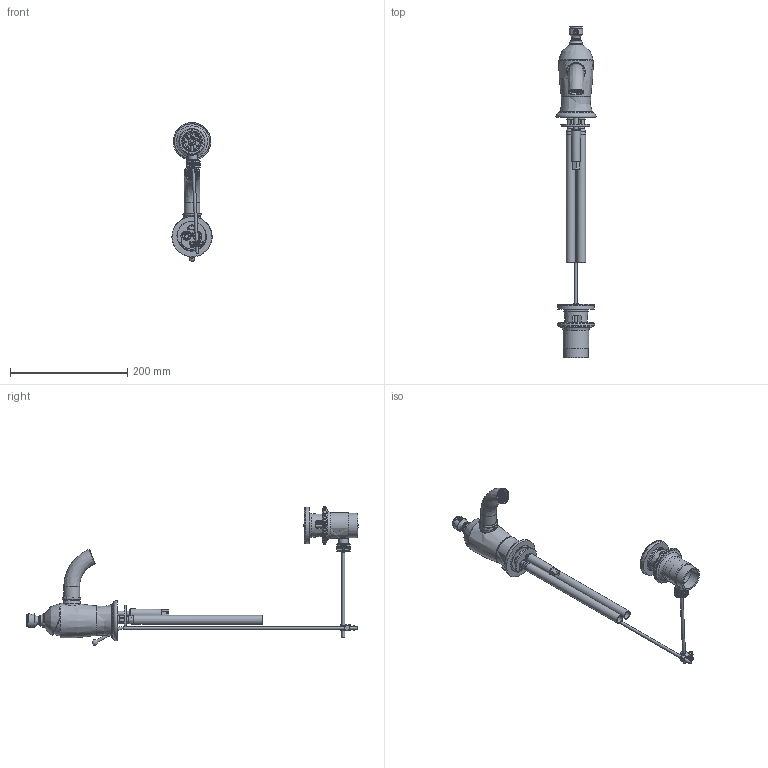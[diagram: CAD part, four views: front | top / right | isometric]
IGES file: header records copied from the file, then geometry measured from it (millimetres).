
Global section: file name: v209; native system: Autodesk Inventor 2018; preprocessor: unknown; author: G.W.; date: 20190708.141158; units: millimetre
Bounding box: 68.58 x 566.8 x 236.94 mm (x, y, z)
Volume: 430520.2 mm3; surface area: 234350.8 mm2
Topology: 44 solids, 45 shells, 2936 faces, 7817 edges, 5286 vertices
Faces by surface type: bspline 2936
